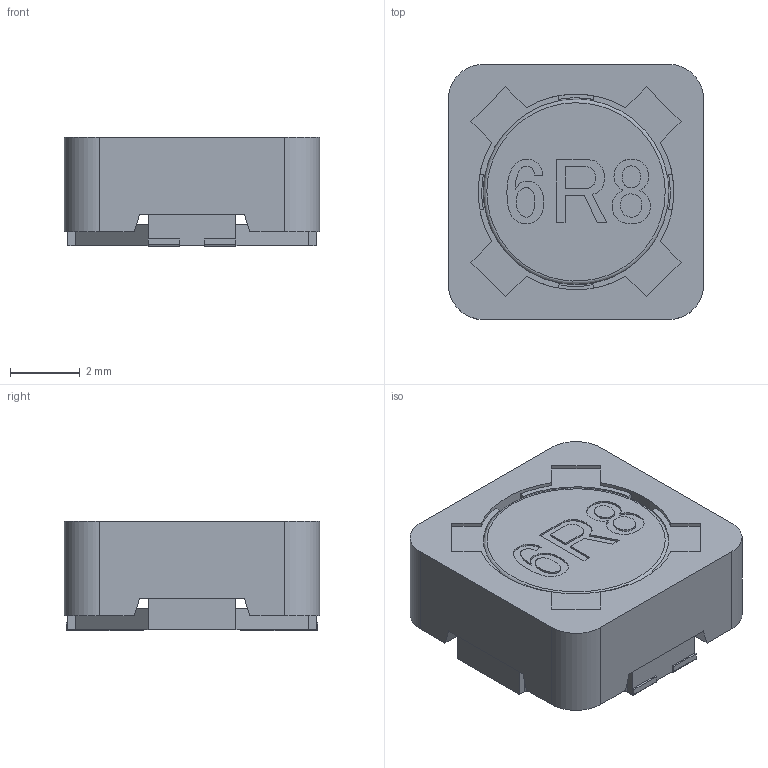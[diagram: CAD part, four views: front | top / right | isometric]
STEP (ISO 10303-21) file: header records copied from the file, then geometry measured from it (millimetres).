
FILE_DESCRIPTION( ('This file contains a STEP AP42 implementation' ,'as created by ZW3D STEP Interface translator.') ,'2;1' );
FILE_NAME( 'BF0703-L(6R8).stp' ,'14 925.104356', (''), ('ZWCAD Software Co.'), 'Version 1.0', 'ZW3D to STEP translator', '' );
FILE_SCHEMA( ('CONFIG_CONTROL_DESIGN') );
Length unit declared in the file: millimetre
Products named in the file (1): 0
Bounding box: 7.3 x 7.3 x 3.12 mm (x, y, z)
Volume: 106 mm3; surface area: 466.8 mm2
Topology: 13 solids, 13 shells, 268 faces, 695 edges, 463 vertices
Faces by surface type: bspline 268
Entity records: 7706 total; most frequent: CARTESIAN_POINT 3427, ORIENTED_EDGE 1390, EDGE_CURVE 695, B_SPLINE_CURVE_WITH_KNOTS 627, VERTEX_POINT 463, EDGE_LOOP 280, FACE_OUTER_BOUND 268, ADVANCED_FACE 268
